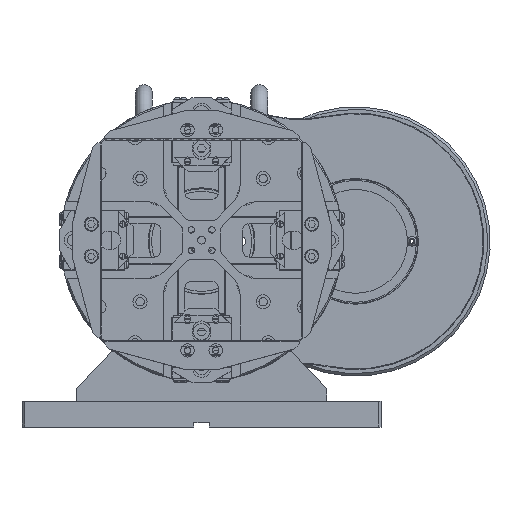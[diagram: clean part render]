
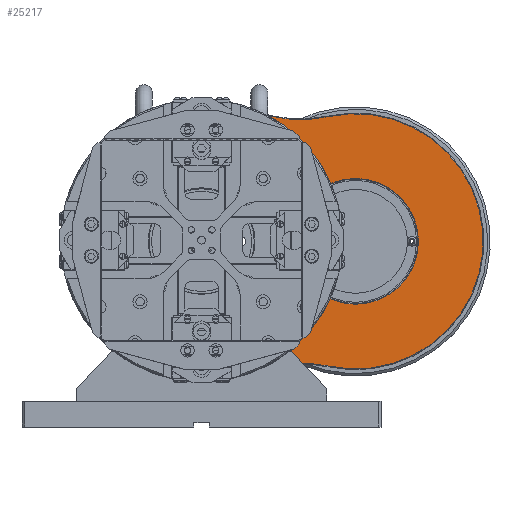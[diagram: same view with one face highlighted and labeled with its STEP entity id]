
A CAD part, top view. The second image highlights one B-rep face of the part: STEP entity #25217.
In plain terms, the highlighted planar face has unit normal (0, 0, 1).
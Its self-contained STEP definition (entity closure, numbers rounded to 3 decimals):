
#25029 = VERTEX_POINT('',#25030);
#25030 = CARTESIAN_POINT('',(40.193,-101.856,-57.));
#25036 = EDGE_CURVE('',#25037,#25029,#25039,.T.);
#25037 = VERTEX_POINT('',#25038);
#25038 = CARTESIAN_POINT('',(40.193,101.856,-57.));
#25039 = CIRCLE('',#25040,109.5);
#25040 = AXIS2_PLACEMENT_3D('',#25041,#25042,#25043);
#25041 = CARTESIAN_POINT('',(0.,0.,-57.
    ));
#25042 = DIRECTION('',(-0.,0.,1.));
#25043 = DIRECTION('',(1.,0.,0.));
#25062 = VERTEX_POINT('',#25063);
#25063 = CARTESIAN_POINT('',(98.649,97.182,-57.));
#25069 = EDGE_CURVE('',#25037,#25062,#25070,.T.);
#25070 = CIRCLE('',#25071,100.5);
#25071 = AXIS2_PLACEMENT_3D('',#25072,#25073,#25074);
#25072 = CARTESIAN_POINT('',(77.083,195.341,-57.));
#25073 = DIRECTION('',(-0.,0.,1.));
#25074 = DIRECTION('',(1.,0.,0.));
#25086 = EDGE_CURVE('',#25087,#25062,#25089,.T.);
#25087 = VERTEX_POINT('',#25088);
#25088 = CARTESIAN_POINT('',(98.649,-97.182,-57.));
#25089 = CIRCLE('',#25090,99.5);
#25090 = AXIS2_PLACEMENT_3D('',#25091,#25092,#25093);
#25091 = CARTESIAN_POINT('',(120.,0.,-57.));
#25092 = DIRECTION('',(-0.,0.,1.));
#25093 = DIRECTION('',(1.,0.,0.));
#25197 = VERTEX_POINT('',#25198);
#25198 = CARTESIAN_POINT('',(71.,0.,-57.));
#25204 = EDGE_CURVE('',#25197,#25197,#25205,.T.);
#25205 = CIRCLE('',#25206,49.);
#25206 = AXIS2_PLACEMENT_3D('',#25207,#25208,#25209);
#25207 = CARTESIAN_POINT('',(120.,0.,-57.));
#25208 = DIRECTION('',(-0.,0.,1.));
#25209 = DIRECTION('',(1.,0.,0.));
#25217 = ADVANCED_FACE('',(#25218,#25230,#25241,#25252,#25263,#25274,
    #25285,#25296,#25307),#25310,.T.);
#25218 = FACE_BOUND('',#25219,.T.);
#25219 = EDGE_LOOP('',(#25220,#25227,#25228,#25229));
#25220 = ORIENTED_EDGE('',*,*,#25221,.F.);
#25221 = EDGE_CURVE('',#25087,#25029,#25222,.T.);
#25222 = CIRCLE('',#25223,100.5);
#25223 = AXIS2_PLACEMENT_3D('',#25224,#25225,#25226);
#25224 = CARTESIAN_POINT('',(77.083,-195.341,-57.));
#25225 = DIRECTION('',(-0.,0.,1.));
#25226 = DIRECTION('',(1.,0.,0.));
#25227 = ORIENTED_EDGE('',*,*,#25086,.T.);
#25228 = ORIENTED_EDGE('',*,*,#25069,.F.);
#25229 = ORIENTED_EDGE('',*,*,#25036,.T.);
#25230 = FACE_BOUND('',#25231,.T.);
#25231 = EDGE_LOOP('',(#25232));
#25232 = ORIENTED_EDGE('',*,*,#25233,.F.);
#25233 = EDGE_CURVE('',#25234,#25234,#25236,.T.);
#25234 = VERTEX_POINT('',#25235);
#25235 = CARTESIAN_POINT('',(-29.5,60.622,-57.));
#25236 = CIRCLE('',#25237,5.5);
#25237 = AXIS2_PLACEMENT_3D('',#25238,#25239,#25240);
#25238 = CARTESIAN_POINT('',(-35.,60.622,-57.));
#25239 = DIRECTION('',(-0.,0.,1.));
#25240 = DIRECTION('',(1.,0.,0.));
#25241 = FACE_BOUND('',#25242,.T.);
#25242 = EDGE_LOOP('',(#25243));
#25243 = ORIENTED_EDGE('',*,*,#25244,.T.);
#25244 = EDGE_CURVE('',#25245,#25245,#25247,.T.);
#25245 = VERTEX_POINT('',#25246);
#25246 = CARTESIAN_POINT('',(-78.,0.,-57.));
#25247 = CIRCLE('',#25248,6.);
#25248 = AXIS2_PLACEMENT_3D('',#25249,#25250,#25251);
#25249 = CARTESIAN_POINT('',(-84.,0.,-57.));
#25250 = DIRECTION('',(0.,0.,-1.));
#25251 = DIRECTION('',(-1.,0.,0.));
#25252 = FACE_BOUND('',#25253,.T.);
#25253 = EDGE_LOOP('',(#25254));
#25254 = ORIENTED_EDGE('',*,*,#25255,.F.);
#25255 = EDGE_CURVE('',#25256,#25256,#25258,.T.);
#25256 = VERTEX_POINT('',#25257);
#25257 = CARTESIAN_POINT('',(61.5,0.,-57.));
#25258 = CIRCLE('',#25259,61.5);
#25259 = AXIS2_PLACEMENT_3D('',#25260,#25261,#25262);
#25260 = CARTESIAN_POINT('',(0.,0.,-57.
    ));
#25261 = DIRECTION('',(-0.,0.,1.));
#25262 = DIRECTION('',(1.,0.,0.));
#25263 = FACE_BOUND('',#25264,.T.);
#25264 = EDGE_LOOP('',(#25265));
#25265 = ORIENTED_EDGE('',*,*,#25266,.T.);
#25266 = EDGE_CURVE('',#25267,#25267,#25269,.T.);
#25267 = VERTEX_POINT('',#25268);
#25268 = CARTESIAN_POINT('',(44.997,-49.497,-57.));
#25269 = CIRCLE('',#25270,4.5);
#25270 = AXIS2_PLACEMENT_3D('',#25271,#25272,#25273);
#25271 = CARTESIAN_POINT('',(49.497,-49.497,-57.));
#25272 = DIRECTION('',(0.,0.,-1.));
#25273 = DIRECTION('',(-1.,0.,0.));
#25274 = FACE_BOUND('',#25275,.T.);
#25275 = EDGE_LOOP('',(#25276));
#25276 = ORIENTED_EDGE('',*,*,#25277,.T.);
#25277 = EDGE_CURVE('',#25278,#25278,#25280,.T.);
#25278 = VERTEX_POINT('',#25279);
#25279 = CARTESIAN_POINT('',(-53.997,-49.497,-57.));
#25280 = CIRCLE('',#25281,4.5);
#25281 = AXIS2_PLACEMENT_3D('',#25282,#25283,#25284);
#25282 = CARTESIAN_POINT('',(-49.497,-49.497,-57.));
#25283 = DIRECTION('',(0.,0.,-1.));
#25284 = DIRECTION('',(-1.,0.,0.));
#25285 = FACE_BOUND('',#25286,.T.);
#25286 = EDGE_LOOP('',(#25287));
#25287 = ORIENTED_EDGE('',*,*,#25288,.T.);
#25288 = EDGE_CURVE('',#25289,#25289,#25291,.T.);
#25289 = VERTEX_POINT('',#25290);
#25290 = CARTESIAN_POINT('',(-53.997,49.497,-57.));
#25291 = CIRCLE('',#25292,4.5);
#25292 = AXIS2_PLACEMENT_3D('',#25293,#25294,#25295);
#25293 = CARTESIAN_POINT('',(-49.497,49.497,-57.));
#25294 = DIRECTION('',(0.,0.,-1.));
#25295 = DIRECTION('',(-1.,0.,0.));
#25296 = FACE_BOUND('',#25297,.T.);
#25297 = EDGE_LOOP('',(#25298));
#25298 = ORIENTED_EDGE('',*,*,#25299,.T.);
#25299 = EDGE_CURVE('',#25300,#25300,#25302,.T.);
#25300 = VERTEX_POINT('',#25301);
#25301 = CARTESIAN_POINT('',(44.997,49.497,-57.));
#25302 = CIRCLE('',#25303,4.5);
#25303 = AXIS2_PLACEMENT_3D('',#25304,#25305,#25306);
#25304 = CARTESIAN_POINT('',(49.497,49.497,-57.));
#25305 = DIRECTION('',(0.,0.,-1.));
#25306 = DIRECTION('',(-1.,0.,0.));
#25307 = FACE_BOUND('',#25308,.T.);
#25308 = EDGE_LOOP('',(#25309));
#25309 = ORIENTED_EDGE('',*,*,#25204,.F.);
#25310 = PLANE('',#25311);
#25311 = AXIS2_PLACEMENT_3D('',#25312,#25313,#25314);
#25312 = CARTESIAN_POINT('',(98.542,97.671,-57.));
#25313 = DIRECTION('',(0.,0.,1.));
#25314 = DIRECTION('',(1.,0.,0.));
